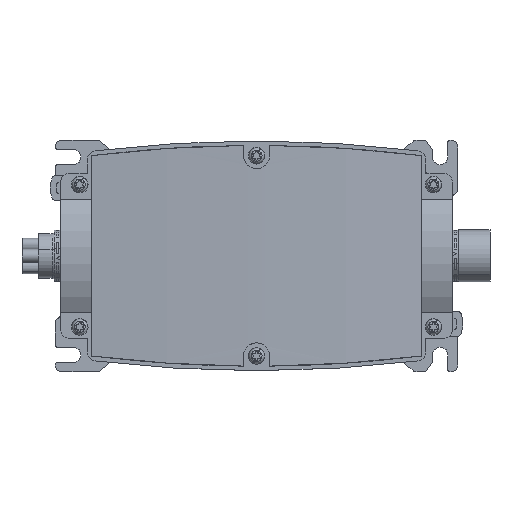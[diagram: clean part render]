
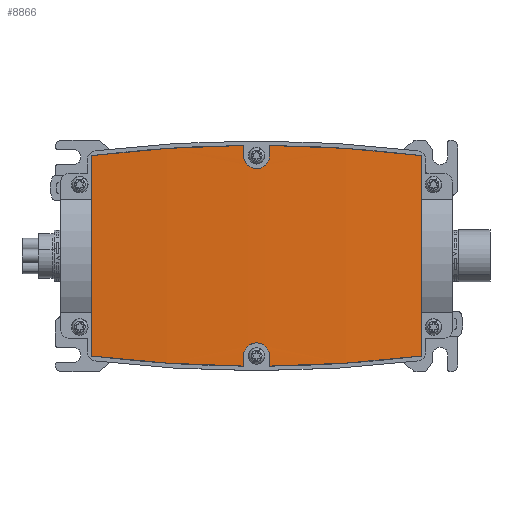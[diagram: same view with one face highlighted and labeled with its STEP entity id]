
A CAD part, top view. The second image highlights one B-rep face of the part: STEP entity #8866.
In plain terms, the highlighted cylindrical face has radius 1000.03 mm (diameter 2000.07 mm), a partial arc.
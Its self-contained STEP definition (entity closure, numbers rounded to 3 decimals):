
#8850=AXIS2_PLACEMENT_3D('Cylinder Axis2P3D',#8847,#8848,#8849) ;
#8216=CARTESIAN_POINT('Vertex',(179.578,97.029,58.249)) ;
#8219=CARTESIAN_POINT('Line Origine',(179.578,52.,58.249)) ;
#8223=CARTESIAN_POINT('Vertex',(179.578,6.971,58.249)) ;
#8250=CARTESIAN_POINT('Vertex',(111.322,2.4,60.983)) ;
#8254=CARTESIAN_POINT('Control Point',(111.322,2.4,60.983)) ;
#8255=CARTESIAN_POINT('Control Point',(134.158,2.624,60.849)) ;
#8256=CARTESIAN_POINT('Control Point',(156.977,4.156,59.929)) ;
#8257=CARTESIAN_POINT('Control Point',(179.578,6.971,58.249)) ;
#8272=CARTESIAN_POINT('Line Origine',(111.322,4.7,60.983)) ;
#8276=CARTESIAN_POINT('Vertex',(111.322,7.,60.983)) ;
#8298=CARTESIAN_POINT('Control Point',(99.578,7.,60.983)) ;
#8299=CARTESIAN_POINT('Control Point',(99.578,8.272,60.983)) ;
#8300=CARTESIAN_POINT('Control Point',(99.923,9.543,60.985)) ;
#8301=CARTESIAN_POINT('Control Point',(100.612,10.69,60.989)) ;
#8302=CARTESIAN_POINT('Control Point',(102.055,12.041,60.995)) ;
#8303=CARTESIAN_POINT('Control Point',(103.861,12.707,60.999)) ;
#8304=CARTESIAN_POINT('Control Point',(104.49,12.846,61.)) ;
#8305=CARTESIAN_POINT('Control Point',(105.77,12.949,61.)) ;
#8306=CARTESIAN_POINT('Control Point',(107.03,12.709,60.999)) ;
#8307=CARTESIAN_POINT('Control Point',(107.641,12.504,60.998)) ;
#8308=CARTESIAN_POINT('Control Point',(109.251,11.705,60.994)) ;
#8309=CARTESIAN_POINT('Control Point',(110.483,10.346,60.988)) ;
#8310=CARTESIAN_POINT('Control Point',(111.042,9.291,60.984)) ;
#8311=CARTESIAN_POINT('Control Point',(111.322,8.146,60.983)) ;
#8312=CARTESIAN_POINT('Control Point',(111.322,7.,60.983)) ;
#8313=CARTESIAN_POINT('Vertex',(99.578,7.,60.983)) ;
#8338=CARTESIAN_POINT('Vertex',(99.578,2.4,60.983)) ;
#8341=CARTESIAN_POINT('Line Origine',(99.578,4.7,60.983)) ;
#8355=CARTESIAN_POINT('Control Point',(31.322,6.971,58.249)) ;
#8356=CARTESIAN_POINT('Control Point',(53.924,4.156,59.929)) ;
#8357=CARTESIAN_POINT('Control Point',(76.742,2.624,60.849)) ;
#8358=CARTESIAN_POINT('Control Point',(99.578,2.4,60.983)) ;
#8359=CARTESIAN_POINT('Vertex',(31.322,6.971,58.249)) ;
#8380=CARTESIAN_POINT('Line Origine',(31.322,52.,58.249)) ;
#8384=CARTESIAN_POINT('Vertex',(31.322,97.029,58.249)) ;
#8546=CARTESIAN_POINT('Vertex',(99.578,101.6,60.983)) ;
#8550=CARTESIAN_POINT('Control Point',(31.322,97.029,58.249)) ;
#8551=CARTESIAN_POINT('Control Point',(53.924,99.844,59.929)) ;
#8552=CARTESIAN_POINT('Control Point',(76.742,101.376,60.849)) ;
#8553=CARTESIAN_POINT('Control Point',(99.578,101.6,60.983)) ;
#8567=CARTESIAN_POINT('Vertex',(99.578,97.,60.983)) ;
#8570=CARTESIAN_POINT('Line Origine',(99.578,99.3,60.983)) ;
#8589=CARTESIAN_POINT('Control Point',(99.578,97.,60.983)) ;
#8590=CARTESIAN_POINT('Control Point',(99.578,95.728,60.983)) ;
#8591=CARTESIAN_POINT('Control Point',(99.923,94.457,60.985)) ;
#8592=CARTESIAN_POINT('Control Point',(100.612,93.31,60.989)) ;
#8593=CARTESIAN_POINT('Control Point',(102.055,91.959,60.995)) ;
#8594=CARTESIAN_POINT('Control Point',(103.861,91.293,60.999)) ;
#8595=CARTESIAN_POINT('Control Point',(104.49,91.154,61.)) ;
#8596=CARTESIAN_POINT('Control Point',(105.77,91.051,61.)) ;
#8597=CARTESIAN_POINT('Control Point',(107.03,91.291,60.999)) ;
#8598=CARTESIAN_POINT('Control Point',(107.641,91.496,60.998)) ;
#8599=CARTESIAN_POINT('Control Point',(109.251,92.295,60.994)) ;
#8600=CARTESIAN_POINT('Control Point',(110.483,93.654,60.988)) ;
#8601=CARTESIAN_POINT('Control Point',(111.042,94.709,60.984)) ;
#8602=CARTESIAN_POINT('Control Point',(111.322,95.854,60.983)) ;
#8603=CARTESIAN_POINT('Control Point',(111.322,97.,60.983)) ;
#8604=CARTESIAN_POINT('Vertex',(111.322,97.,60.983)) ;
#8620=CARTESIAN_POINT('Line Origine',(111.322,99.3,60.983)) ;
#8624=CARTESIAN_POINT('Vertex',(111.322,101.6,60.983)) ;
#8641=CARTESIAN_POINT('Control Point',(111.322,101.6,60.983)) ;
#8642=CARTESIAN_POINT('Control Point',(134.158,101.376,60.849)) ;
#8643=CARTESIAN_POINT('Control Point',(156.977,99.844,59.929)) ;
#8644=CARTESIAN_POINT('Control Point',(179.578,97.029,58.249)) ;
#8847=CARTESIAN_POINT('Axis2P3D Location',(105.451,52.,-939.033)) ;
#8220=DIRECTION('Vector Direction',(0.,1.,0.)) ;
#8273=DIRECTION('Vector Direction',(0.,1.,0.)) ;
#8342=DIRECTION('Vector Direction',(0.,1.,0.)) ;
#8381=DIRECTION('Vector Direction',(0.,1.,0.)) ;
#8571=DIRECTION('Vector Direction',(0.,1.,0.)) ;
#8621=DIRECTION('Vector Direction',(0.,1.,0.)) ;
#8848=DIRECTION('Axis2P3D Direction',(0.,1.,-0.)) ;
#8849=DIRECTION('Axis2P3D XDirection',(-0.074,0.,0.997)) ;
#8221=VECTOR('Line Direction',#8220,1.) ;
#8274=VECTOR('Line Direction',#8273,1.) ;
#8343=VECTOR('Line Direction',#8342,1.) ;
#8382=VECTOR('Line Direction',#8381,1.) ;
#8572=VECTOR('Line Direction',#8571,1.) ;
#8622=VECTOR('Line Direction',#8621,1.) ;
#8853=ORIENTED_EDGE('',*,*,#8361,.T.) ;
#8854=ORIENTED_EDGE('',*,*,#8345,.T.) ;
#8855=ORIENTED_EDGE('',*,*,#8315,.T.) ;
#8856=ORIENTED_EDGE('',*,*,#8278,.F.) ;
#8857=ORIENTED_EDGE('',*,*,#8258,.T.) ;
#8858=ORIENTED_EDGE('',*,*,#8225,.T.) ;
#8859=ORIENTED_EDGE('',*,*,#8645,.F.) ;
#8860=ORIENTED_EDGE('',*,*,#8626,.F.) ;
#8861=ORIENTED_EDGE('',*,*,#8606,.F.) ;
#8862=ORIENTED_EDGE('',*,*,#8574,.T.) ;
#8863=ORIENTED_EDGE('',*,*,#8554,.F.) ;
#8864=ORIENTED_EDGE('',*,*,#8386,.F.) ;
#8866=ADVANCED_FACE('LED',(#8865),#8851,.T.) ;
#8253=B_SPLINE_CURVE_WITH_KNOTS('',3,(#8254,#8255,#8256,#8257),.UNSPECIFIED.,.F.,.U.,(4,4),(113.505,210.399),.UNSPECIFIED.) ;
#8297=B_SPLINE_CURVE_WITH_KNOTS('',5,(#8298,#8299,#8300,#8301,#8302,#8303,#8304,#8305,#8306,#8307,#8308,#8309,#8310,#8311,#8312),.UNSPECIFIED.,.F.,.U.,(6,3,3,3,6),(0.,8.992,13.489,17.986,26.087),.UNSPECIFIED.) ;
#8354=B_SPLINE_CURVE_WITH_KNOTS('',3,(#8355,#8356,#8357,#8358),.UNSPECIFIED.,.F.,.U.,(4,4),(0.,96.896),.UNSPECIFIED.) ;
#8549=B_SPLINE_CURVE_WITH_KNOTS('',3,(#8550,#8551,#8552,#8553),.UNSPECIFIED.,.F.,.U.,(4,4),(0.,96.896),.UNSPECIFIED.) ;
#8588=B_SPLINE_CURVE_WITH_KNOTS('',5,(#8589,#8590,#8591,#8592,#8593,#8594,#8595,#8596,#8597,#8598,#8599,#8600,#8601,#8602,#8603),.UNSPECIFIED.,.F.,.U.,(6,3,3,3,6),(0.,8.992,13.489,17.986,26.087),.UNSPECIFIED.) ;
#8640=B_SPLINE_CURVE_WITH_KNOTS('',3,(#8641,#8642,#8643,#8644),.UNSPECIFIED.,.F.,.U.,(4,4),(113.505,210.399),.UNSPECIFIED.) ;
#8851=CYLINDRICAL_SURFACE('generated cylinder',#8850,1000.033) ;
#8225=EDGE_CURVE('',#8224,#8217,#8222,.T.) ;
#8258=EDGE_CURVE('',#8251,#8224,#8253,.T.) ;
#8278=EDGE_CURVE('',#8251,#8277,#8275,.T.) ;
#8315=EDGE_CURVE('',#8314,#8277,#8297,.T.) ;
#8345=EDGE_CURVE('',#8339,#8314,#8344,.T.) ;
#8361=EDGE_CURVE('',#8360,#8339,#8354,.T.) ;
#8386=EDGE_CURVE('',#8360,#8385,#8383,.T.) ;
#8554=EDGE_CURVE('',#8385,#8547,#8549,.T.) ;
#8574=EDGE_CURVE('',#8568,#8547,#8573,.T.) ;
#8606=EDGE_CURVE('',#8568,#8605,#8588,.T.) ;
#8626=EDGE_CURVE('',#8605,#8625,#8623,.T.) ;
#8645=EDGE_CURVE('',#8625,#8217,#8640,.T.) ;
#8852=EDGE_LOOP('',(#8853,#8854,#8855,#8856,#8857,#8858,#8859,#8860,#8861,#8862,#8863,#8864)) ;
#8865=FACE_OUTER_BOUND('',#8852,.T.) ;
#8222=LINE('Line',#8219,#8221) ;
#8275=LINE('Line',#8272,#8274) ;
#8344=LINE('Line',#8341,#8343) ;
#8383=LINE('Line',#8380,#8382) ;
#8573=LINE('Line',#8570,#8572) ;
#8623=LINE('Line',#8620,#8622) ;
#8217=VERTEX_POINT('',#8216) ;
#8224=VERTEX_POINT('',#8223) ;
#8251=VERTEX_POINT('',#8250) ;
#8277=VERTEX_POINT('',#8276) ;
#8314=VERTEX_POINT('',#8313) ;
#8339=VERTEX_POINT('',#8338) ;
#8360=VERTEX_POINT('',#8359) ;
#8385=VERTEX_POINT('',#8384) ;
#8547=VERTEX_POINT('',#8546) ;
#8568=VERTEX_POINT('',#8567) ;
#8605=VERTEX_POINT('',#8604) ;
#8625=VERTEX_POINT('',#8624) ;
